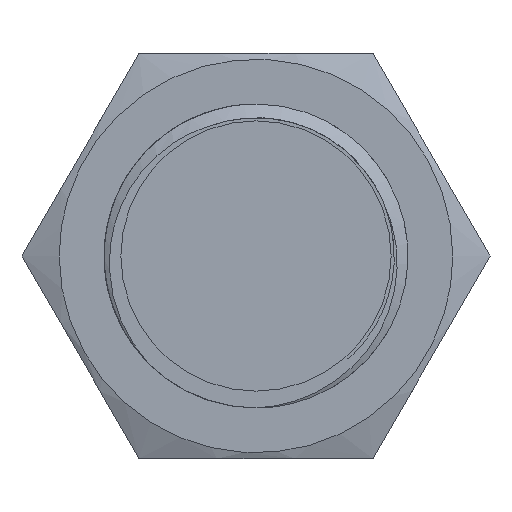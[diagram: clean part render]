
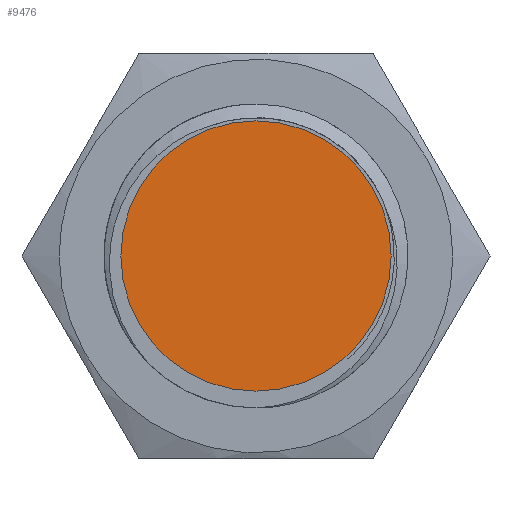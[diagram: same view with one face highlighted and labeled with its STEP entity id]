
A CAD part, left-side view. The second image highlights one B-rep face of the part: STEP entity #9476.
In plain terms, the highlighted planar face has unit normal (-1, 0, 0).
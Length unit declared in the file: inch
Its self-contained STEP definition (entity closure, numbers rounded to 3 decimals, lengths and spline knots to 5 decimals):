
#171 = EDGE_LOOP ( 'NONE', ( #1906, #9606 ) ) ;
#494 = PLANE ( 'NONE',  #7191 ) ;
#689 = DIRECTION ( 'NONE',  ( 0., 0., 1. ) ) ;
#1258 = FACE_OUTER_BOUND ( 'NONE', #171, .T. ) ;
#1313 = EDGE_CURVE ( 'NONE', #6398, #7306, #8428, .T. ) ;
#1593 = DIRECTION ( 'NONE',  ( 1., 0., 0. ) ) ;
#1763 = CIRCLE ( 'NONE', #6931, 0.31496 ) ;
#1906 = ORIENTED_EDGE ( 'NONE', *, *, #1313, .F. ) ;
#1955 = DIRECTION ( 'NONE',  ( -1., 0., 0. ) ) ;
#2703 = CARTESIAN_POINT ( 'NONE',  ( 8.94184, 0., 1.21765 ) ) ;
#5031 = DIRECTION ( 'NONE',  ( 0., 0., 1. ) ) ;
#5581 = EDGE_CURVE ( 'NONE', #7306, #6398, #1763, .T. ) ;
#6398 = VERTEX_POINT ( 'NONE', #8393 ) ;
#6521 = DIRECTION ( 'NONE',  ( 0., 0., 1. ) ) ;
#6574 = DIRECTION ( 'NONE',  ( 1., 0., 0. ) ) ;
#6931 = AXIS2_PLACEMENT_3D ( 'NONE', #6952, #1593, #689 ) ;
#6952 = CARTESIAN_POINT ( 'NONE',  ( 8.94184, 0., 1.21765 ) ) ;
#7191 = AXIS2_PLACEMENT_3D ( 'NONE', #9008, #1955, #5031 ) ;
#7306 = VERTEX_POINT ( 'NONE', #9175 ) ;
#8393 = CARTESIAN_POINT ( 'NONE',  ( 8.94184, 0., 1.53261 ) ) ;
#8428 = CIRCLE ( 'NONE', #8748, 0.31496 ) ;
#8748 = AXIS2_PLACEMENT_3D ( 'NONE', #2703, #6574, #6521 ) ;
#9008 = CARTESIAN_POINT ( 'NONE',  ( 8.94184, 0., 1.21765 ) ) ;
#9175 = CARTESIAN_POINT ( 'NONE',  ( 8.94184, 0., 0.90268 ) ) ;
#9476 = ADVANCED_FACE ( 'NONE', ( #1258 ), #494, .T. ) ;
#9606 = ORIENTED_EDGE ( 'NONE', *, *, #5581, .F. ) ;
